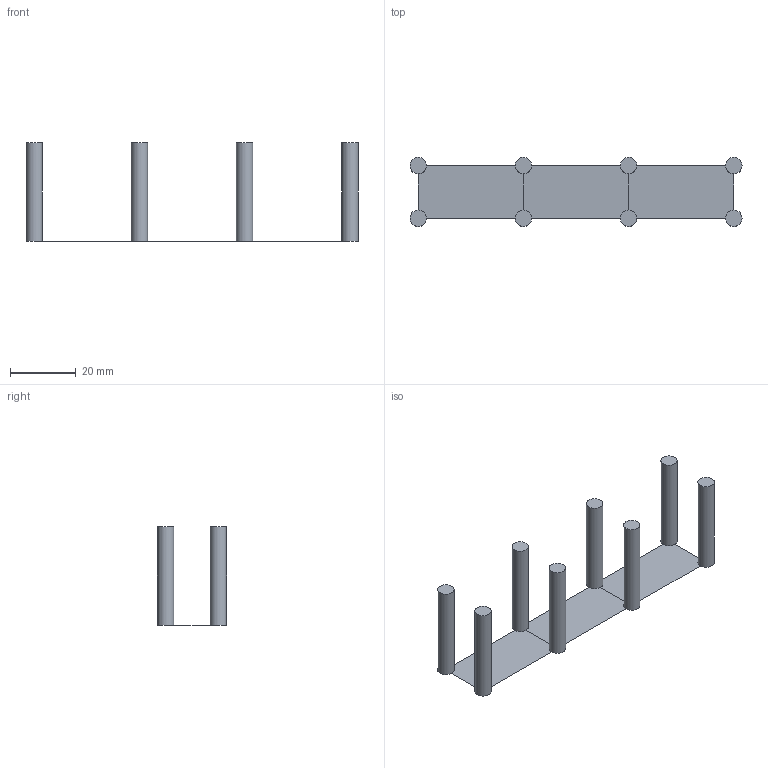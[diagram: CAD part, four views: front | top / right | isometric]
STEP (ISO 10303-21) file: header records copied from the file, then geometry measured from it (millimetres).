
FILE_DESCRIPTION( ( 'STEP Version 203' ), '1' );
FILE_NAME( '7.5.6.stp', '03/21/20 14:37:09', ( 'Administrator' ), ( ' ' ), 'PSStep 17.0.49', 'DesignModeler STEP Output', ' ' );
FILE_SCHEMA( ( 'CONFIG_CONTROL_DESIGN' ) );
Length unit declared in the file: metre
Products named in the file (17): 1_solid187_steel; 2_solid187_steel; 3_solid187_steel; 4_solid187_steel; 5_solid187_steel; 6_solid187_steel; 7_solid187_steel; 8_solid187_steel; 1; 2; 3; 4; 5; 6; 7; 8; 9
Bounding box: 101 x 21 x 30 mm (x, y, z)
Volume: 4712.4 mm3; surface area: 5620.1 mm2
Topology: 8 solids, 11 shells, 27 faces, 46 edges, 48 vertices
Faces by surface type: plane 19, cylinder 8
Full cylindrical faces by diameter (mm): 5 x8
Entity records: 1036 total; most frequent: DIRECTION 142, CARTESIAN_POINT 130, CC_DESIGN_PERSON_AND_ORGANIZATION_ASSIGNMENT 69, AXIS2_PLACEMENT_3D 60, ORIENTED_EDGE 44, EDGE_LOOP 35, CC_DESIGN_DATE_AND_TIME_ASSIGNMENT 34, FACE_OUTER_BOUND 32
